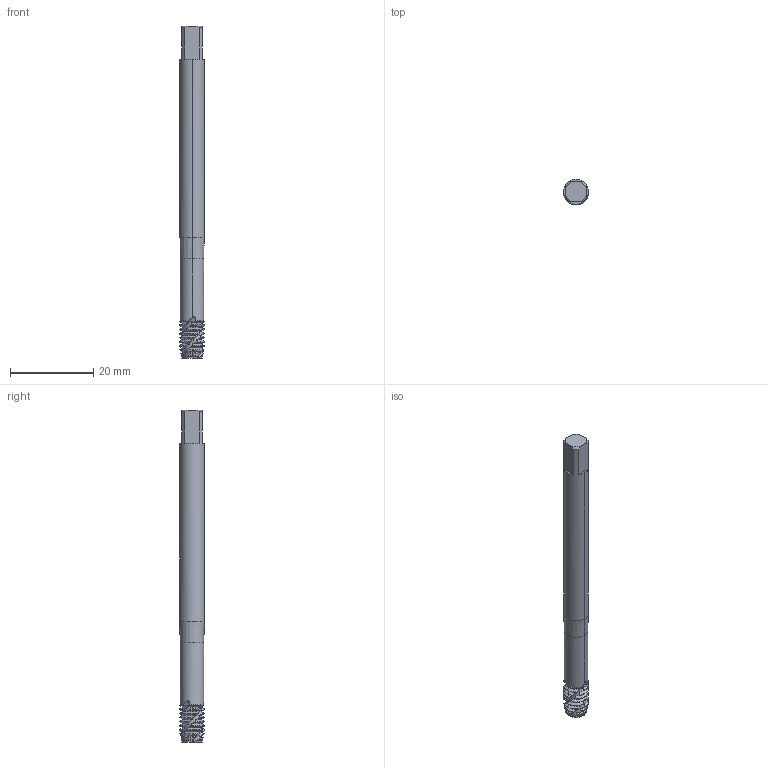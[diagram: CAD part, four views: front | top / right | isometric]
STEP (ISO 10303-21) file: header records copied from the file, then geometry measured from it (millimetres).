
FILE_DESCRIPTION(('no description'),'unknown implementation level');
FILE_NAME('solidijXft6QFYMJ9ebnO4hgqG0wU0i4_1.STP',' ',('CIM GmbH Aachen'),('CADClick - KiM GmbH - www.kimweb.de'),'unknown preprocess','ACIS','unknown authorization');
FILE_SCHEMA(('automotive_design'));
Length unit declared in the file: millimetre
Products named in the file (2): 1; 2
Bounding box: 6 x 6 x 80 mm (x, y, z)
Volume: 2100.3 mm3; surface area: 1864.1 mm2
Topology: 2 solids, 2 shells, 232 faces, 654 edges, 420 vertices
Faces by surface type: cone 113, cylinder 90, plane 17, bspline 6, revolution 6
Entity records: 19060 total; most frequent: CARTESIAN_POINT 6218, STYLED_ITEM 1302, PRESENTATION_STYLE_ASSIGNMENT 1302, COLOUR_RGB 1302, ORIENTED_EDGE 1296, DIRECTION 1064, EDGE_CURVE 648, CURVE_STYLE 648
